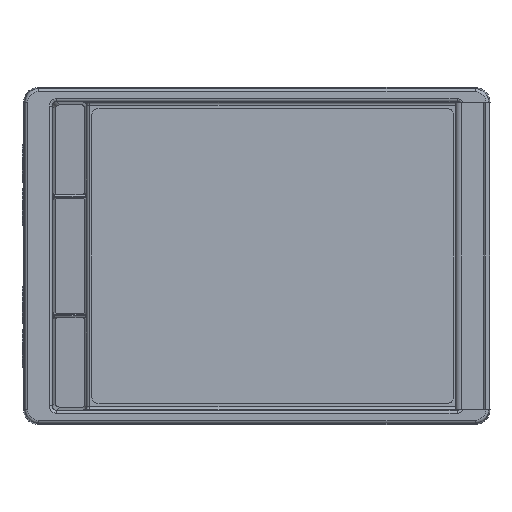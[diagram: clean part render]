
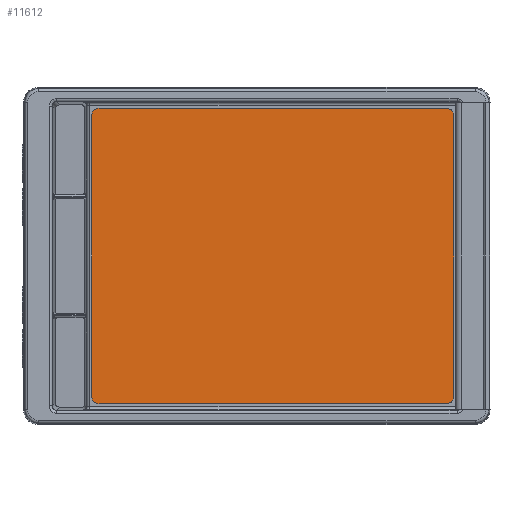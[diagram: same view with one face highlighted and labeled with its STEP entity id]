
A CAD part, left-side view. The second image highlights one B-rep face of the part: STEP entity #11612.
In plain terms, the highlighted planar face has unit normal (-1, 0, 0).
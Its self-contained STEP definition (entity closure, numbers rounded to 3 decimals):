
#437 = CIRCLE ( 'NONE', #48346, 4.984 ) ;
#546 = CIRCLE ( 'NONE', #27810, 4.984 ) ;
#706 = AXIS2_PLACEMENT_3D ( 'NONE', #50365, #44488, #10905 ) ;
#1091 = EDGE_CURVE ( 'NONE', #34011, #30163, #437, .T. ) ;
#1244 = ORIENTED_EDGE ( 'NONE', *, *, #44837, .T. ) ;
#2391 = VERTEX_POINT ( 'NONE', #40108 ) ;
#2468 = DIRECTION ( 'NONE',  ( 1., 0., 0. ) ) ;
#3012 = CARTESIAN_POINT ( 'NONE',  ( -197.5, -261.071, 98.934 ) ) ;
#6033 = CARTESIAN_POINT ( 'NONE',  ( -197.5, -261.071, -93.95 ) ) ;
#9676 = VECTOR ( 'NONE', #22689, 1000. ) ;
#9692 = ORIENTED_EDGE ( 'NONE', *, *, #18251, .T. ) ;
#9807 = CARTESIAN_POINT ( 'NONE',  ( -197.5, -261.071, -98.934 ) ) ;
#10905 = DIRECTION ( 'NONE',  ( 0., 0., 1. ) ) ;
#10973 = DIRECTION ( 'NONE',  ( 0., 1., 0. ) ) ;
#11050 = DIRECTION ( 'NONE',  ( 1., 0., 0. ) ) ;
#11612 = ADVANCED_FACE ( 'NONE', ( #50075 ), #36854, .T. ) ;
#12525 = ORIENTED_EDGE ( 'NONE', *, *, #47287, .T. ) ;
#14589 = EDGE_LOOP ( 'NONE', ( #31149, #12525, #27608, #34754, #31969, #9692, #56772, #1244 ) ) ;
#15941 = DIRECTION ( 'NONE',  ( 0., -1., 0. ) ) ;
#18251 = EDGE_CURVE ( 'NONE', #20604, #21839, #38668, .T. ) ;
#18515 = CIRCLE ( 'NONE', #57971, 4.984 ) ;
#20431 = DIRECTION ( 'NONE',  ( 0., 0., 1. ) ) ;
#20604 = VERTEX_POINT ( 'NONE', #51730 ) ;
#20633 = CARTESIAN_POINT ( 'NONE',  ( -197.5, -28.571, 93.95 ) ) ;
#21473 = CARTESIAN_POINT ( 'NONE',  ( -197.5, -266.055, 93.95 ) ) ;
#21672 = CARTESIAN_POINT ( 'NONE',  ( -197.5, -28.571, -98.934 ) ) ;
#21839 = VERTEX_POINT ( 'NONE', #34944 ) ;
#22597 = EDGE_CURVE ( 'NONE', #57994, #25221, #24216, .T. ) ;
#22689 = DIRECTION ( 'NONE',  ( 0., 0., -1. ) ) ;
#23562 = LINE ( 'NONE', #32385, #9676 ) ;
#24216 = LINE ( 'NONE', #46270, #38961 ) ;
#25080 = CARTESIAN_POINT ( 'NONE',  ( -197.5, -266.055, -93.95 ) ) ;
#25221 = VERTEX_POINT ( 'NONE', #21473 ) ;
#25277 = EDGE_CURVE ( 'NONE', #2391, #21839, #18515, .T. ) ;
#26269 = CARTESIAN_POINT ( 'NONE',  ( -197.5, -28.571, -93.95 ) ) ;
#27080 = DIRECTION ( 'NONE',  ( 1., 0., 0. ) ) ;
#27608 = ORIENTED_EDGE ( 'NONE', *, *, #34200, .F. ) ;
#27810 = AXIS2_PLACEMENT_3D ( 'NONE', #6033, #11050, #28428 ) ;
#28428 = DIRECTION ( 'NONE',  ( 0., 0., 1. ) ) ;
#30163 = VERTEX_POINT ( 'NONE', #36793 ) ;
#31149 = ORIENTED_EDGE ( 'NONE', *, *, #1091, .F. ) ;
#31958 = CIRCLE ( 'NONE', #33808, 4.984 ) ;
#31969 = ORIENTED_EDGE ( 'NONE', *, *, #54839, .F. ) ;
#32385 = CARTESIAN_POINT ( 'NONE',  ( -197.5, -23.587, 93.95 ) ) ;
#33808 = AXIS2_PLACEMENT_3D ( 'NONE', #44432, #27080, #52686 ) ;
#34011 = VERTEX_POINT ( 'NONE', #21672 ) ;
#34200 = EDGE_CURVE ( 'NONE', #57994, #51503, #546, .T. ) ;
#34754 = ORIENTED_EDGE ( 'NONE', *, *, #22597, .T. ) ;
#34944 = CARTESIAN_POINT ( 'NONE',  ( -197.5, -28.571, 98.934 ) ) ;
#36793 = CARTESIAN_POINT ( 'NONE',  ( -197.5, -23.587, -93.95 ) ) ;
#36854 = PLANE ( 'NONE',  #706 ) ;
#38114 = VECTOR ( 'NONE', #15941, 1000. ) ;
#38315 = LINE ( 'NONE', #56240, #38114 ) ;
#38608 = DIRECTION ( 'NONE',  ( 1., 0., 0. ) ) ;
#38668 = LINE ( 'NONE', #3012, #55933 ) ;
#38961 = VECTOR ( 'NONE', #46001, 1000. ) ;
#40108 = CARTESIAN_POINT ( 'NONE',  ( -197.5, -23.587, 93.95 ) ) ;
#44432 = CARTESIAN_POINT ( 'NONE',  ( -197.5, -261.071, 93.95 ) ) ;
#44488 = DIRECTION ( 'NONE',  ( -1., 0., 0. ) ) ;
#44837 = EDGE_CURVE ( 'NONE', #2391, #30163, #23562, .T. ) ;
#46001 = DIRECTION ( 'NONE',  ( 0., 0., 1. ) ) ;
#46270 = CARTESIAN_POINT ( 'NONE',  ( -197.5, -266.055, -93.95 ) ) ;
#47287 = EDGE_CURVE ( 'NONE', #34011, #51503, #38315, .T. ) ;
#47974 = DIRECTION ( 'NONE',  ( 0., 0., 1. ) ) ;
#48346 = AXIS2_PLACEMENT_3D ( 'NONE', #26269, #2468, #20431 ) ;
#50075 = FACE_OUTER_BOUND ( 'NONE', #14589, .T. ) ;
#50365 = CARTESIAN_POINT ( 'NONE',  ( -197.5, -144.821, 0. ) ) ;
#51503 = VERTEX_POINT ( 'NONE', #9807 ) ;
#51730 = CARTESIAN_POINT ( 'NONE',  ( -197.5, -261.071, 98.934 ) ) ;
#52686 = DIRECTION ( 'NONE',  ( 0., 0., 1. ) ) ;
#54839 = EDGE_CURVE ( 'NONE', #20604, #25221, #31958, .T. ) ;
#55933 = VECTOR ( 'NONE', #10973, 1000. ) ;
#56240 = CARTESIAN_POINT ( 'NONE',  ( -197.5, -28.571, -98.934 ) ) ;
#56772 = ORIENTED_EDGE ( 'NONE', *, *, #25277, .F. ) ;
#57971 = AXIS2_PLACEMENT_3D ( 'NONE', #20633, #38608, #47974 ) ;
#57994 = VERTEX_POINT ( 'NONE', #25080 ) ;
